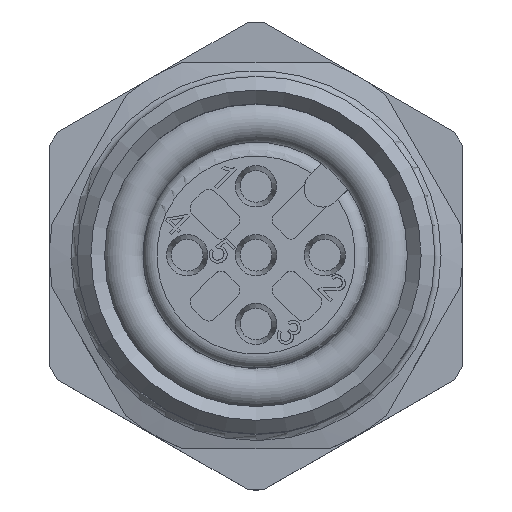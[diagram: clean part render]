
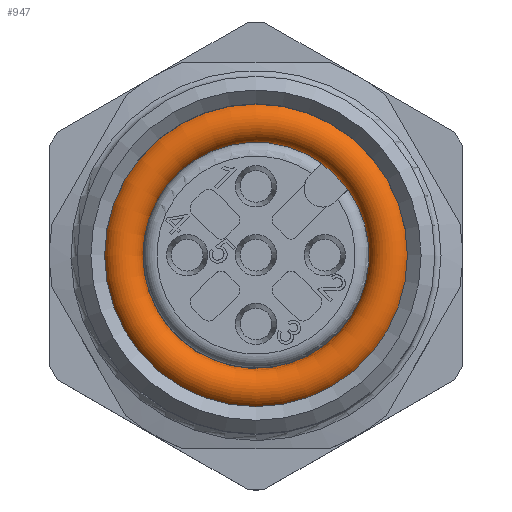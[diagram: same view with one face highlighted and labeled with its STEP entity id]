
A CAD part, top view. The second image highlights one B-rep face of the part: STEP entity #947.
In plain terms, the highlighted toroidal (fillet/blend) face has major radius 4.85 mm and minor radius 0.75 mm.
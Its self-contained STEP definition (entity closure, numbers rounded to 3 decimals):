
#68=TOROIDAL_SURFACE('',#3501,4.85,0.75);
#947=ADVANCED_FACE('',(#1212,#1213),#68,.T.);
#1212=FACE_BOUND('',#1382,.T.);
#1213=FACE_BOUND('',#1383,.T.);
#1382=EDGE_LOOP('',(#1788,#1789));
#1383=EDGE_LOOP('',(#1790));
#1788=ORIENTED_EDGE('',*,*,#2919,.F.);
#1789=ORIENTED_EDGE('',*,*,#2920,.F.);
#1790=ORIENTED_EDGE('',*,*,#2833,.T.);
#2513=VERTEX_POINT('',#4651);
#2575=VERTEX_POINT('',#4871);
#2576=VERTEX_POINT('',#4872);
#2833=EDGE_CURVE('',#2513,#2513,#3279,.T.);
#2919=EDGE_CURVE('',#2575,#2576,#3317,.T.);
#2920=EDGE_CURVE('',#2576,#2575,#3318,.T.);
#3279=CIRCLE('',#3425,5.5);
#3317=CIRCLE('',#3499,4.1);
#3318=CIRCLE('',#3500,4.1);
#3425=AXIS2_PLACEMENT_3D('',#4650,#3750,#3751);
#3499=AXIS2_PLACEMENT_3D('',#4870,#3934,#3935);
#3500=AXIS2_PLACEMENT_3D('',#4873,#3936,#3937);
#3501=AXIS2_PLACEMENT_3D('',#4874,#3938,#3939);
#3750=DIRECTION('',(0.,0.,1.));
#3751=DIRECTION('',(0.,1.,0.));
#3934=DIRECTION('',(0.,0.,1.));
#3935=DIRECTION('',(0.,-1.,0.));
#3936=DIRECTION('',(0.,0.,1.));
#3937=DIRECTION('',(0.,-1.,0.));
#3938=DIRECTION('',(0.,0.,-1.));
#3939=DIRECTION('',(-1.,0.,0.));
#4650=CARTESIAN_POINT('',(8.435,0.,9.559));
#4651=CARTESIAN_POINT('',(8.435,5.5,9.559));
#4870=CARTESIAN_POINT('',(8.435,0.,9.185));
#4871=CARTESIAN_POINT('',(11.772,2.382,9.185));
#4872=CARTESIAN_POINT('',(10.818,3.337,9.185));
#4873=CARTESIAN_POINT('',(8.435,0.,9.185));
#4874=CARTESIAN_POINT('',(8.435,0.,9.185));
